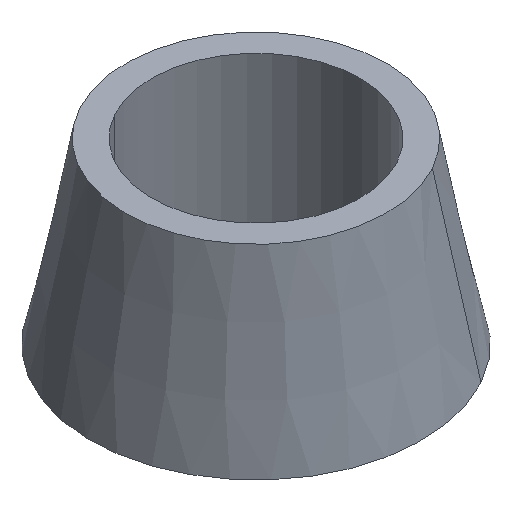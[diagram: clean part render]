
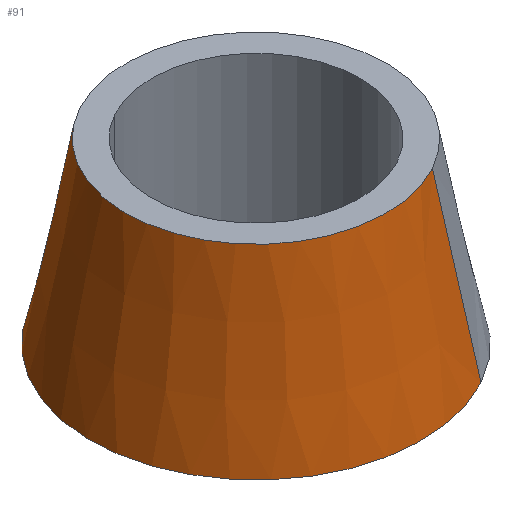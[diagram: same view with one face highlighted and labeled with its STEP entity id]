
A CAD part, isometric view. The second image highlights one B-rep face of the part: STEP entity #91.
In plain terms, the highlighted conical face has half-angle 11.31 degrees and reference radius 4 mm.
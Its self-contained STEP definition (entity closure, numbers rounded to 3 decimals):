
#52=CARTESIAN_POINT('Axis2P3D Location',(0.,0.,5.5)) ;
#57=CARTESIAN_POINT('Line Origine',(2.181,-3.993,2.75)) ;
#61=CARTESIAN_POINT('Vertex',(2.445,-4.476,0.)) ;
#63=CARTESIAN_POINT('Vertex',(1.918,-3.51,5.5)) ;
#66=CARTESIAN_POINT('Axis2P3D Location',(0.,0.,5.5)) ;
#70=CARTESIAN_POINT('Vertex',(-1.918,3.51,5.5)) ;
#73=CARTESIAN_POINT('Line Origine',(-2.181,3.993,2.75)) ;
#77=CARTESIAN_POINT('Vertex',(-2.445,4.476,0.)) ;
#80=CARTESIAN_POINT('Axis2P3D Location',(0.,0.,0.)) ;
#53=DIRECTION('Axis2P3D Direction',(-0.,-0.,-1.)) ;
#54=DIRECTION('Axis2P3D XDirection',(-0.479,0.878,0.)) ;
#58=DIRECTION('Vector Direction',(0.094,-0.172,-0.981)) ;
#67=DIRECTION('Axis2P3D Direction',(0.,0.,-1.)) ;
#74=DIRECTION('Vector Direction',(-0.094,0.172,-0.981)) ;
#81=DIRECTION('Axis2P3D Direction',(0.,0.,-1.)) ;
#55=AXIS2_PLACEMENT_3D('Cone Axis2P3D',#52,#53,#54) ;
#68=AXIS2_PLACEMENT_3D('Circle Axis2P3D',#66,#67,$) ;
#82=AXIS2_PLACEMENT_3D('Circle Axis2P3D',#80,#81,$) ;
#86=ORIENTED_EDGE('',*,*,#65,.T.) ;
#87=ORIENTED_EDGE('',*,*,#72,.F.) ;
#88=ORIENTED_EDGE('',*,*,#79,.F.) ;
#89=ORIENTED_EDGE('',*,*,#84,.T.) ;
#59=VECTOR('Line Direction',#58,1.) ;
#75=VECTOR('Line Direction',#74,1.) ;
#91=ADVANCED_FACE('PartBody',(#90),#56,.T.) ;
#69=CIRCLE('generated circle',#68,4.) ;
#83=CIRCLE('generated circle',#82,5.1) ;
#56=CONICAL_SURFACE('Cone',#55,4.,0.197) ;
#65=EDGE_CURVE('',#62,#64,#60,.F.) ;
#72=EDGE_CURVE('',#71,#64,#69,.F.) ;
#79=EDGE_CURVE('',#78,#71,#76,.F.) ;
#84=EDGE_CURVE('',#78,#62,#83,.F.) ;
#85=EDGE_LOOP('',(#86,#87,#88,#89)) ;
#90=FACE_OUTER_BOUND('',#85,.T.) ;
#60=LINE('Line',#57,#59) ;
#76=LINE('Line',#73,#75) ;
#62=VERTEX_POINT('',#61) ;
#64=VERTEX_POINT('',#63) ;
#71=VERTEX_POINT('',#70) ;
#78=VERTEX_POINT('',#77) ;
